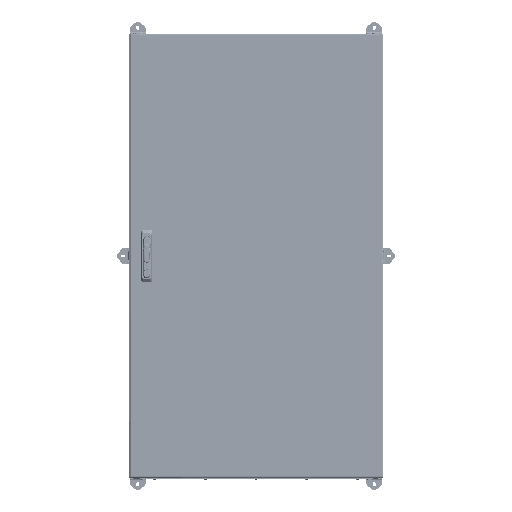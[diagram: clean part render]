
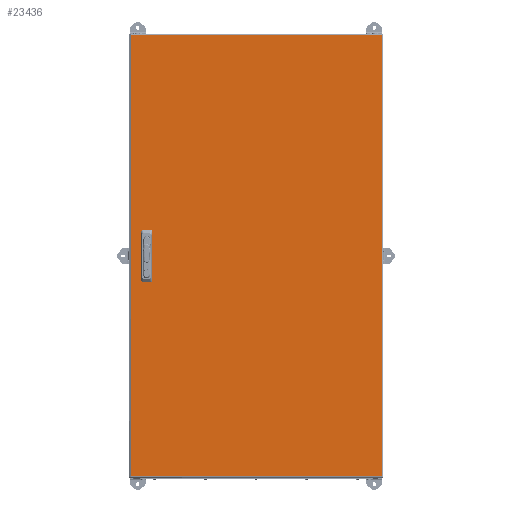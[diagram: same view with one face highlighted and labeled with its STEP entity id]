
A CAD part, top view. The second image highlights one B-rep face of the part: STEP entity #23436.
In plain terms, the highlighted planar face has unit normal (0, 0, 1).
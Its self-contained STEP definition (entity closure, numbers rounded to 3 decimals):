
#3795 = VERTEX_POINT ( 'NONE', #60060 ) ;
#4082 = VECTOR ( 'NONE', #100577, 1000. ) ;
#5499 = ORIENTED_EDGE ( 'NONE', *, *, #57728, .F. ) ;
#7252 = VERTEX_POINT ( 'NONE', #11888 ) ;
#7327 = VECTOR ( 'NONE', #24972, 1000. ) ;
#7349 = DIRECTION ( 'NONE',  ( 0., -1., 0. ) ) ;
#7711 = ORIENTED_EDGE ( 'NONE', *, *, #79388, .F. ) ;
#7780 = DIRECTION ( 'NONE',  ( 1., 0., 0. ) ) ;
#10869 = AXIS2_PLACEMENT_3D ( 'NONE', #105377, #64267, #47081 ) ;
#11730 = CARTESIAN_POINT ( 'NONE',  ( -358.5, 25., 0. ) ) ;
#11888 = CARTESIAN_POINT ( 'NONE',  ( -358.5, -25., 0. ) ) ;
#11995 = EDGE_LOOP ( 'NONE', ( #61368, #64555, #56348, #85108 ) ) ;
#12010 = DIRECTION ( 'NONE',  ( -1., 0., 0. ) ) ;
#12457 = VERTEX_POINT ( 'NONE', #30124 ) ;
#12569 = LINE ( 'NONE', #23069, #71238 ) ;
#12680 = VERTEX_POINT ( 'NONE', #66176 ) ;
#13466 = EDGE_CURVE ( 'NONE', #52591, #12457, #20461, .T. ) ;
#13715 = CARTESIAN_POINT ( 'NONE',  ( -358.5, 75., 0. ) ) ;
#15014 = EDGE_CURVE ( 'NONE', #12680, #3795, #18328, .T. ) ;
#15672 = CARTESIAN_POINT ( 'NONE',  ( -395.5, 696.793, 0. ) ) ;
#16945 = DIRECTION ( 'NONE',  ( 0., 1., 0. ) ) ;
#18328 = LINE ( 'NONE', #78229, #60564 ) ;
#20461 = LINE ( 'NONE', #107966, #78135 ) ;
#21139 = LINE ( 'NONE', #108801, #7327 ) ;
#23069 = CARTESIAN_POINT ( 'NONE',  ( 395.5, -696.793, 0. ) ) ;
#23436 = ADVANCED_FACE ( 'NONE', ( #89814, #89278, #71486 ), #107014, .T. ) ;
#24415 = CARTESIAN_POINT ( 'NONE',  ( -358.5, 25., 0. ) ) ;
#24972 = DIRECTION ( 'NONE',  ( -1., 0., 0. ) ) ;
#27044 = VERTEX_POINT ( 'NONE', #54100 ) ;
#28117 = LINE ( 'NONE', #96919, #67860 ) ;
#29344 = CARTESIAN_POINT ( 'NONE',  ( -333.5, -75., 0. ) ) ;
#29925 = VECTOR ( 'NONE', #7349, 1000. ) ;
#30124 = CARTESIAN_POINT ( 'NONE',  ( -333.5, 75., 0. ) ) ;
#31530 = LINE ( 'NONE', #63739, #71585 ) ;
#32848 = CARTESIAN_POINT ( 'NONE',  ( -333.5, -75., 0. ) ) ;
#33068 = CARTESIAN_POINT ( 'NONE',  ( -358.5, -75., 0. ) ) ;
#33134 = CARTESIAN_POINT ( 'NONE',  ( -333.5, -75., 0. ) ) ;
#38268 = VERTEX_POINT ( 'NONE', #77467 ) ;
#39247 = EDGE_CURVE ( 'NONE', #64168, #12680, #39555, .T. ) ;
#39555 = LINE ( 'NONE', #15672, #29925 ) ;
#39792 = EDGE_CURVE ( 'NONE', #70632, #52591, #83807, .T. ) ;
#42132 = VECTOR ( 'NONE', #7780, 1000. ) ;
#42146 = EDGE_CURVE ( 'NONE', #7252, #77604, #50821, .T. ) ;
#43430 = ORIENTED_EDGE ( 'NONE', *, *, #42146, .F. ) ;
#47081 = DIRECTION ( 'NONE',  ( 1., 0., 0. ) ) ;
#50663 = VERTEX_POINT ( 'NONE', #52066 ) ;
#50821 = LINE ( 'NONE', #33068, #76189 ) ;
#52066 = CARTESIAN_POINT ( 'NONE',  ( 395.5, 696., 0. ) ) ;
#52591 = VERTEX_POINT ( 'NONE', #71721 ) ;
#54100 = CARTESIAN_POINT ( 'NONE',  ( -358.5, 75., 0. ) ) ;
#55885 = LINE ( 'NONE', #13715, #85788 ) ;
#56228 = ORIENTED_EDGE ( 'NONE', *, *, #62891, .F. ) ;
#56348 = ORIENTED_EDGE ( 'NONE', *, *, #15014, .T. ) ;
#57287 = ORIENTED_EDGE ( 'NONE', *, *, #59776, .F. ) ;
#57728 = EDGE_CURVE ( 'NONE', #77604, #100867, #83356, .T. ) ;
#59776 = EDGE_CURVE ( 'NONE', #12457, #27044, #28117, .T. ) ;
#60060 = CARTESIAN_POINT ( 'NONE',  ( 395.5, -696., 0. ) ) ;
#60564 = VECTOR ( 'NONE', #69341, 1000. ) ;
#61368 = ORIENTED_EDGE ( 'NONE', *, *, #101022, .T. ) ;
#62891 = EDGE_CURVE ( 'NONE', #38268, #7252, #21139, .T. ) ;
#63739 = CARTESIAN_POINT ( 'NONE',  ( 396.293, 696., 0. ) ) ;
#64168 = VERTEX_POINT ( 'NONE', #69332 ) ;
#64267 = DIRECTION ( 'NONE',  ( 0., 0., 1. ) ) ;
#64555 = ORIENTED_EDGE ( 'NONE', *, *, #39247, .T. ) ;
#66176 = CARTESIAN_POINT ( 'NONE',  ( -395.5, -696., 0. ) ) ;
#66370 = DIRECTION ( 'NONE',  ( 0., -1., 0. ) ) ;
#67440 = ORIENTED_EDGE ( 'NONE', *, *, #13466, .F. ) ;
#67860 = VECTOR ( 'NONE', #12010, 1000. ) ;
#69332 = CARTESIAN_POINT ( 'NONE',  ( -395.5, 696., 0. ) ) ;
#69341 = DIRECTION ( 'NONE',  ( 1., 0., 0. ) ) ;
#70632 = VERTEX_POINT ( 'NONE', #11730 ) ;
#71238 = VECTOR ( 'NONE', #16945, 1000. ) ;
#71486 = FACE_OUTER_BOUND ( 'NONE', #11995, .T. ) ;
#71585 = VECTOR ( 'NONE', #105950, 1000. ) ;
#71721 = CARTESIAN_POINT ( 'NONE',  ( -333.5, 25., 0. ) ) ;
#72160 = ORIENTED_EDGE ( 'NONE', *, *, #39792, .F. ) ;
#75294 = LINE ( 'NONE', #33134, #104908 ) ;
#76189 = VECTOR ( 'NONE', #66370, 1000. ) ;
#77467 = CARTESIAN_POINT ( 'NONE',  ( -333.5, -25., 0. ) ) ;
#77604 = VERTEX_POINT ( 'NONE', #101964 ) ;
#78135 = VECTOR ( 'NONE', #99113, 1000. ) ;
#78229 = CARTESIAN_POINT ( 'NONE',  ( -396.293, -696., 0. ) ) ;
#78614 = EDGE_LOOP ( 'NONE', ( #67440, #72160, #106065, #57287 ) ) ;
#79388 = EDGE_CURVE ( 'NONE', #100867, #38268, #75294, .T. ) ;
#81415 = DIRECTION ( 'NONE',  ( 0., -1., 0. ) ) ;
#83356 = LINE ( 'NONE', #32848, #4082 ) ;
#83807 = LINE ( 'NONE', #24415, #42132 ) ;
#85108 = ORIENTED_EDGE ( 'NONE', *, *, #96222, .T. ) ;
#85788 = VECTOR ( 'NONE', #81415, 1000. ) ;
#89278 = FACE_BOUND ( 'NONE', #90503, .T. ) ;
#89814 = FACE_BOUND ( 'NONE', #78614, .T. ) ;
#90503 = EDGE_LOOP ( 'NONE', ( #43430, #56228, #7711, #5499 ) ) ;
#93083 = DIRECTION ( 'NONE',  ( 0., 1., 0. ) ) ;
#96222 = EDGE_CURVE ( 'NONE', #3795, #50663, #12569, .T. ) ;
#96919 = CARTESIAN_POINT ( 'NONE',  ( -358.5, 75., 0. ) ) ;
#97863 = EDGE_CURVE ( 'NONE', #27044, #70632, #55885, .T. ) ;
#99113 = DIRECTION ( 'NONE',  ( 0., 1., 0. ) ) ;
#100577 = DIRECTION ( 'NONE',  ( 1., 0., 0. ) ) ;
#100867 = VERTEX_POINT ( 'NONE', #29344 ) ;
#101022 = EDGE_CURVE ( 'NONE', #50663, #64168, #31530, .T. ) ;
#101964 = CARTESIAN_POINT ( 'NONE',  ( -358.5, -75., 0. ) ) ;
#104908 = VECTOR ( 'NONE', #93083, 1000. ) ;
#105377 = CARTESIAN_POINT ( 'NONE',  ( 0., 0., 0. ) ) ;
#105950 = DIRECTION ( 'NONE',  ( -1., 0., 0. ) ) ;
#106065 = ORIENTED_EDGE ( 'NONE', *, *, #97863, .F. ) ;
#107014 = PLANE ( 'NONE',  #10869 ) ;
#107966 = CARTESIAN_POINT ( 'NONE',  ( -333.5, 75., 0. ) ) ;
#108801 = CARTESIAN_POINT ( 'NONE',  ( -333.5, -25., 0. ) ) ;
